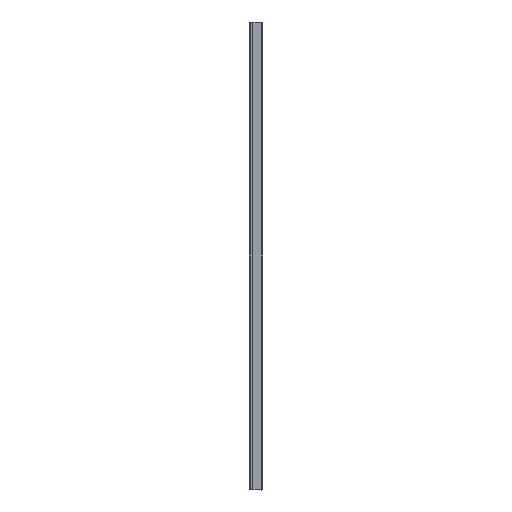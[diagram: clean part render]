
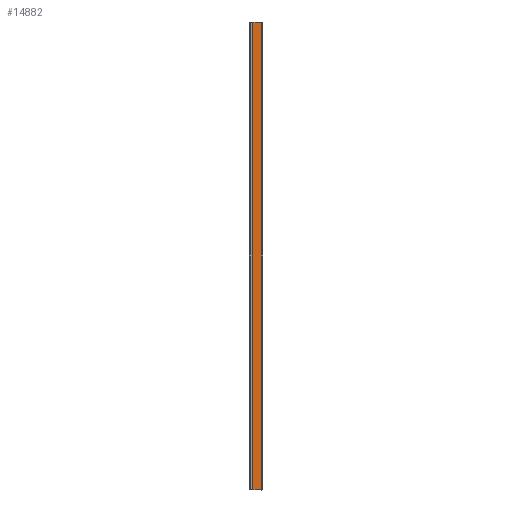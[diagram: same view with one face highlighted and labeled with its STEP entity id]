
A CAD part, left-side view. The second image highlights one B-rep face of the part: STEP entity #14882.
In plain terms, the highlighted face is planar.
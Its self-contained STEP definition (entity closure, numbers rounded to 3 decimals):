
#339 = ORIENTED_EDGE ( 'NONE', *, *, #15911, .T. ) ;
#1828 = VECTOR ( 'NONE', #5856, 1000. ) ;
#2295 = DIRECTION ( 'NONE',  ( -1., 0., 0. ) ) ;
#3042 = CARTESIAN_POINT ( 'NONE',  ( 1250., 11.231, 56.5 ) ) ;
#3499 = CARTESIAN_POINT ( 'NONE',  ( -1250., 51.739, 56.5 ) ) ;
#5436 = ORIENTED_EDGE ( 'NONE', *, *, #11794, .T. ) ;
#5856 = DIRECTION ( 'NONE',  ( -1., 0., 0. ) ) ;
#6258 = LINE ( 'NONE', #31529, #33446 ) ;
#6811 = EDGE_CURVE ( 'NONE', #15365, #24362, #6258, .T. ) ;
#7497 = CARTESIAN_POINT ( 'NONE',  ( -1250., 11.231, 56.5 ) ) ;
#8856 = CARTESIAN_POINT ( 'NONE',  ( -1250., 5.244, 56.5 ) ) ;
#9028 = ORIENTED_EDGE ( 'NONE', *, *, #36558, .F. ) ;
#9770 = VECTOR ( 'NONE', #17722, 1000. ) ;
#10661 = DIRECTION ( 'NONE',  ( 0., -1., 0. ) ) ;
#10888 = PLANE ( 'NONE',  #26210 ) ;
#11443 = LINE ( 'NONE', #31510, #1828 ) ;
#11794 = EDGE_CURVE ( 'NONE', #13266, #24362, #35971, .T. ) ;
#13266 = VERTEX_POINT ( 'NONE', #3499 ) ;
#14882 = ADVANCED_FACE ( 'NONE', ( #22137 ), #10888, .F. ) ;
#15085 = ORIENTED_EDGE ( 'NONE', *, *, #6811, .F. ) ;
#15121 = CARTESIAN_POINT ( 'NONE',  ( 1250., 5.244, 56.5 ) ) ;
#15365 = VERTEX_POINT ( 'NONE', #15121 ) ;
#15766 = VECTOR ( 'NONE', #10661, 1000. ) ;
#15911 = EDGE_CURVE ( 'NONE', #33348, #13266, #11443, .T. ) ;
#17722 = DIRECTION ( 'NONE',  ( 0., -1., 0. ) ) ;
#22137 = FACE_OUTER_BOUND ( 'NONE', #25891, .T. ) ;
#24362 = VERTEX_POINT ( 'NONE', #8856 ) ;
#25891 = EDGE_LOOP ( 'NONE', ( #5436, #15085, #9028, #339 ) ) ;
#26210 = AXIS2_PLACEMENT_3D ( 'NONE', #3042, #28499, #2295 ) ;
#28499 = DIRECTION ( 'NONE',  ( 0., 0., -1. ) ) ;
#28542 = DIRECTION ( 'NONE',  ( -1., 0., 0. ) ) ;
#31236 = CARTESIAN_POINT ( 'NONE',  ( 1250., 51.739, 56.5 ) ) ;
#31414 = LINE ( 'NONE', #31236, #9770 ) ;
#31510 = CARTESIAN_POINT ( 'NONE',  ( 1250., 51.739, 56.5 ) ) ;
#31529 = CARTESIAN_POINT ( 'NONE',  ( 1250., 5.244, 56.5 ) ) ;
#33348 = VERTEX_POINT ( 'NONE', #33408 ) ;
#33408 = CARTESIAN_POINT ( 'NONE',  ( 1250., 51.739, 56.5 ) ) ;
#33446 = VECTOR ( 'NONE', #28542, 1000. ) ;
#35971 = LINE ( 'NONE', #7497, #15766 ) ;
#36558 = EDGE_CURVE ( 'NONE', #33348, #15365, #31414, .T. ) ;
